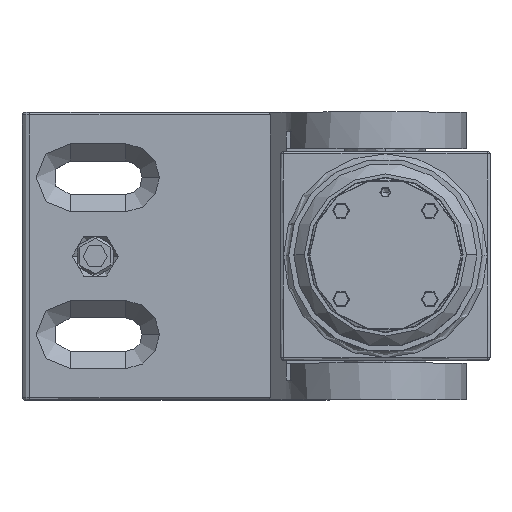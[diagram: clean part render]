
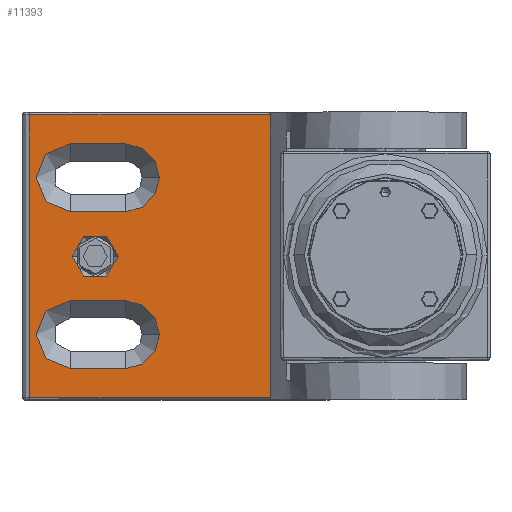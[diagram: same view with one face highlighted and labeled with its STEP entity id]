
A CAD part, top view. The second image highlights one B-rep face of the part: STEP entity #11393.
In plain terms, the highlighted planar face has unit normal (0, 0, 1).
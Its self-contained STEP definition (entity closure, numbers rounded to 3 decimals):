
#364 = AXIS2_PLACEMENT_3D ( 'NONE', #18379, #23028, #16136 ) ;
#398 = EDGE_CURVE ( 'NONE', #6017, #16771, #11157, .T. ) ;
#492 = DIRECTION ( 'NONE',  ( 1., 0., 0. ) ) ;
#657 = PLANE ( 'NONE',  #26498 ) ;
#782 = VERTEX_POINT ( 'NONE', #28172 ) ;
#862 = CIRCLE ( 'NONE', #16855, 6.5 ) ;
#1744 = DIRECTION ( 'NONE',  ( -1., 0., 0. ) ) ;
#2347 = CARTESIAN_POINT ( 'NONE',  ( -22.7, -15., -17.5 ) ) ;
#2468 = ORIENTED_EDGE ( 'NONE', *, *, #4120, .T. ) ;
#2537 = DIRECTION ( 'NONE',  ( 1., 0., 0. ) ) ;
#2562 = VERTEX_POINT ( 'NONE', #10855 ) ;
#2600 = CIRCLE ( 'NONE', #14757, 6.5 ) ;
#3150 = LINE ( 'NONE', #25612, #22964 ) ;
#3152 = CARTESIAN_POINT ( 'NONE',  ( -33.3, 21.5, -17.5 ) ) ;
#3227 = VECTOR ( 'NONE', #11258, 1000. ) ;
#3757 = CARTESIAN_POINT ( 'NONE',  ( -22.7, 15., -17.5 ) ) ;
#3989 = CARTESIAN_POINT ( 'NONE',  ( -28.5, 0., -17.5 ) ) ;
#4120 = EDGE_CURVE ( 'NONE', #17888, #24137, #10831, .T. ) ;
#4490 = CIRCLE ( 'NONE', #25559, 6.5 ) ;
#4540 = CARTESIAN_POINT ( 'NONE',  ( -22.7, 21.5, -17.5 ) ) ;
#4612 = EDGE_CURVE ( 'NONE', #16771, #27774, #15499, .T. ) ;
#5440 = DIRECTION ( 'NONE',  ( 0., 0., -1. ) ) ;
#5611 = CARTESIAN_POINT ( 'NONE',  ( 5., 27.5, -17.5 ) ) ;
#6017 = VERTEX_POINT ( 'NONE', #23073 ) ;
#6068 = ORIENTED_EDGE ( 'NONE', *, *, #18799, .F. ) ;
#6124 = AXIS2_PLACEMENT_3D ( 'NONE', #3757, #19213, #12865 ) ;
#6167 = EDGE_CURVE ( 'NONE', #19024, #17577, #22837, .T. ) ;
#6473 = CARTESIAN_POINT ( 'NONE',  ( -33.3, -8.5, -17.5 ) ) ;
#6683 = CIRCLE ( 'NONE', #6124, 6.5 ) ;
#6760 = ORIENTED_EDGE ( 'NONE', *, *, #6167, .T. ) ;
#6900 = DIRECTION ( 'NONE',  ( -1., 0., 0. ) ) ;
#7565 = CARTESIAN_POINT ( 'NONE',  ( -42.5, 27.5, -17.5 ) ) ;
#7734 = EDGE_CURVE ( 'NONE', #27774, #26673, #25184, .T. ) ;
#7771 = EDGE_CURVE ( 'NONE', #10700, #9977, #2600, .T. ) ;
#7886 = DIRECTION ( 'NONE',  ( 0., 0., 1. ) ) ;
#7897 = FACE_BOUND ( 'NONE', #16273, .T. ) ;
#8216 = FACE_BOUND ( 'NONE', #21713, .T. ) ;
#8290 = DIRECTION ( 'NONE',  ( 0., 0., -1. ) ) ;
#8307 = ORIENTED_EDGE ( 'NONE', *, *, #19707, .F. ) ;
#8898 = DIRECTION ( 'NONE',  ( 0., 0., 1. ) ) ;
#9060 = CARTESIAN_POINT ( 'NONE',  ( -16.2, -15., -17.5 ) ) ;
#9474 = ORIENTED_EDGE ( 'NONE', *, *, #4612, .F. ) ;
#9977 = VERTEX_POINT ( 'NONE', #4540 ) ;
#10700 = VERTEX_POINT ( 'NONE', #17526 ) ;
#10719 = CARTESIAN_POINT ( 'NONE',  ( -22.7, -8.5, -17.5 ) ) ;
#10831 = LINE ( 'NONE', #17784, #19294 ) ;
#10855 = CARTESIAN_POINT ( 'NONE',  ( -33.3, 8.5, -17.5 ) ) ;
#11157 = LINE ( 'NONE', #26871, #3227 ) ;
#11258 = DIRECTION ( 'NONE',  ( 1., 0., 0. ) ) ;
#11393 = ADVANCED_FACE ( 'NONE', ( #7897, #21528, #24623, #8216 ), #657, .F. ) ;
#11433 = AXIS2_PLACEMENT_3D ( 'NONE', #28358, #8898, #2537 ) ;
#11562 = DIRECTION ( 'NONE',  ( 0., 0., 1. ) ) ;
#11866 = LINE ( 'NONE', #13788, #21345 ) ;
#12257 = LINE ( 'NONE', #15546, #24127 ) ;
#12865 = DIRECTION ( 'NONE',  ( 1., 0., 0. ) ) ;
#12911 = ORIENTED_EDGE ( 'NONE', *, *, #21781, .F. ) ;
#12965 = ORIENTED_EDGE ( 'NONE', *, *, #27390, .F. ) ;
#13331 = AXIS2_PLACEMENT_3D ( 'NONE', #2347, #15396, #24122 ) ;
#13788 = CARTESIAN_POINT ( 'NONE',  ( -41., 27.5, -17.5 ) ) ;
#13965 = DIRECTION ( 'NONE',  ( -1., 0., 0. ) ) ;
#13981 = EDGE_LOOP ( 'NONE', ( #22519, #19692, #15335, #12911, #8307 ) ) ;
#14324 = VERTEX_POINT ( 'NONE', #17993 ) ;
#14390 = DIRECTION ( 'NONE',  ( 1., 0., 0. ) ) ;
#14623 = VECTOR ( 'NONE', #25314, 1000. ) ;
#14757 = AXIS2_PLACEMENT_3D ( 'NONE', #19454, #11562, #22470 ) ;
#14854 = CARTESIAN_POINT ( 'NONE',  ( -33.3, 8.5, -17.5 ) ) ;
#15216 = DIRECTION ( 'NONE',  ( 0., 0., 1. ) ) ;
#15335 = ORIENTED_EDGE ( 'NONE', *, *, #7771, .F. ) ;
#15396 = DIRECTION ( 'NONE',  ( 0., 0., 1. ) ) ;
#15401 = CARTESIAN_POINT ( 'NONE',  ( -41., 27., -17.5 ) ) ;
#15499 = CIRCLE ( 'NONE', #11433, 6.5 ) ;
#15522 = EDGE_CURVE ( 'NONE', #27184, #2562, #862, .T. ) ;
#15546 = CARTESIAN_POINT ( 'NONE',  ( -33.3, -8.5, -17.5 ) ) ;
#16136 = DIRECTION ( 'NONE',  ( -1., 0., 0. ) ) ;
#16170 = EDGE_CURVE ( 'NONE', #17577, #19024, #24282, .T. ) ;
#16273 = EDGE_LOOP ( 'NONE', ( #6760, #23097 ) ) ;
#16287 = CARTESIAN_POINT ( 'NONE',  ( -22.7, 8.5, -17.5 ) ) ;
#16642 = EDGE_CURVE ( 'NONE', #782, #14324, #17120, .T. ) ;
#16771 = VERTEX_POINT ( 'NONE', #27151 ) ;
#16779 = CARTESIAN_POINT ( 'NONE',  ( -33.3, 15., -17.5 ) ) ;
#16855 = AXIS2_PLACEMENT_3D ( 'NONE', #16779, #7886, #14390 ) ;
#17023 = DIRECTION ( 'NONE',  ( 1., 0., 0. ) ) ;
#17120 = LINE ( 'NONE', #21524, #17794 ) ;
#17448 = DIRECTION ( 'NONE',  ( 1., 0., 0. ) ) ;
#17526 = CARTESIAN_POINT ( 'NONE',  ( -16.2, 15., -17.5 ) ) ;
#17577 = VERTEX_POINT ( 'NONE', #24970 ) ;
#17784 = CARTESIAN_POINT ( 'NONE',  ( -41., 27., -17.5 ) ) ;
#17794 = VECTOR ( 'NONE', #17448, 1000. ) ;
#17888 = VERTEX_POINT ( 'NONE', #27297 ) ;
#17993 = CARTESIAN_POINT ( 'NONE',  ( 5., -27., -17.5 ) ) ;
#18379 = CARTESIAN_POINT ( 'NONE',  ( -28.5, 0., -17.5 ) ) ;
#18799 = EDGE_CURVE ( 'NONE', #17888, #14324, #26216, .T. ) ;
#19024 = VERTEX_POINT ( 'NONE', #28341 ) ;
#19213 = DIRECTION ( 'NONE',  ( 0., 0., 1. ) ) ;
#19294 = VECTOR ( 'NONE', #6900, 1000. ) ;
#19454 = CARTESIAN_POINT ( 'NONE',  ( -22.7, 15., -17.5 ) ) ;
#19692 = ORIENTED_EDGE ( 'NONE', *, *, #26371, .T. ) ;
#19707 = EDGE_CURVE ( 'NONE', #2562, #20118, #24493, .T. ) ;
#19814 = ORIENTED_EDGE ( 'NONE', *, *, #22787, .T. ) ;
#20118 = VERTEX_POINT ( 'NONE', #16287 ) ;
#21345 = VECTOR ( 'NONE', #22229, 1000. ) ;
#21469 = ORIENTED_EDGE ( 'NONE', *, *, #7734, .F. ) ;
#21524 = CARTESIAN_POINT ( 'NONE',  ( -42.5, -27., -17.5 ) ) ;
#21528 = FACE_BOUND ( 'NONE', #13981, .T. ) ;
#21647 = EDGE_LOOP ( 'NONE', ( #27877, #24142, #6068, #2468 ) ) ;
#21713 = EDGE_LOOP ( 'NONE', ( #12965, #19814, #21469, #9474, #21873 ) ) ;
#21781 = EDGE_CURVE ( 'NONE', #20118, #10700, #6683, .T. ) ;
#21873 = ORIENTED_EDGE ( 'NONE', *, *, #398, .F. ) ;
#22008 = EDGE_CURVE ( 'NONE', #24137, #782, #11866, .T. ) ;
#22229 = DIRECTION ( 'NONE',  ( 0., -1., 0. ) ) ;
#22470 = DIRECTION ( 'NONE',  ( 1., 0., 0. ) ) ;
#22519 = ORIENTED_EDGE ( 'NONE', *, *, #15522, .F. ) ;
#22787 = EDGE_CURVE ( 'NONE', #26658, #26673, #12257, .T. ) ;
#22837 = CIRCLE ( 'NONE', #28086, 4.4 ) ;
#22964 = VECTOR ( 'NONE', #23675, 1000. ) ;
#23028 = DIRECTION ( 'NONE',  ( 0., 0., -1. ) ) ;
#23073 = CARTESIAN_POINT ( 'NONE',  ( -33.3, -21.5, -17.5 ) ) ;
#23097 = ORIENTED_EDGE ( 'NONE', *, *, #16170, .T. ) ;
#23675 = DIRECTION ( 'NONE',  ( 1., 0., 0. ) ) ;
#24122 = DIRECTION ( 'NONE',  ( 1., 0., 0. ) ) ;
#24127 = VECTOR ( 'NONE', #492, 1000. ) ;
#24137 = VERTEX_POINT ( 'NONE', #15401 ) ;
#24142 = ORIENTED_EDGE ( 'NONE', *, *, #16642, .T. ) ;
#24282 = CIRCLE ( 'NONE', #364, 4.4 ) ;
#24493 = LINE ( 'NONE', #14854, #26591 ) ;
#24623 = FACE_OUTER_BOUND ( 'NONE', #21647, .T. ) ;
#24970 = CARTESIAN_POINT ( 'NONE',  ( -32.9, 0., -17.5 ) ) ;
#25184 = CIRCLE ( 'NONE', #13331, 6.5 ) ;
#25314 = DIRECTION ( 'NONE',  ( 0., -1., 0. ) ) ;
#25559 = AXIS2_PLACEMENT_3D ( 'NONE', #28272, #15216, #17023 ) ;
#25612 = CARTESIAN_POINT ( 'NONE',  ( -33.3, 21.5, -17.5 ) ) ;
#25822 = DIRECTION ( 'NONE',  ( 1., 0., 0. ) ) ;
#26216 = LINE ( 'NONE', #5611, #14623 ) ;
#26371 = EDGE_CURVE ( 'NONE', #27184, #9977, #3150, .T. ) ;
#26498 = AXIS2_PLACEMENT_3D ( 'NONE', #7565, #5440, #13965 ) ;
#26591 = VECTOR ( 'NONE', #25822, 1000. ) ;
#26658 = VERTEX_POINT ( 'NONE', #6473 ) ;
#26673 = VERTEX_POINT ( 'NONE', #10719 ) ;
#26871 = CARTESIAN_POINT ( 'NONE',  ( -33.3, -21.5, -17.5 ) ) ;
#27151 = CARTESIAN_POINT ( 'NONE',  ( -22.7, -21.5, -17.5 ) ) ;
#27184 = VERTEX_POINT ( 'NONE', #3152 ) ;
#27297 = CARTESIAN_POINT ( 'NONE',  ( 5., 27., -17.5 ) ) ;
#27390 = EDGE_CURVE ( 'NONE', #26658, #6017, #4490, .T. ) ;
#27774 = VERTEX_POINT ( 'NONE', #9060 ) ;
#27877 = ORIENTED_EDGE ( 'NONE', *, *, #22008, .T. ) ;
#28086 = AXIS2_PLACEMENT_3D ( 'NONE', #3989, #8290, #1744 ) ;
#28172 = CARTESIAN_POINT ( 'NONE',  ( -41., -27., -17.5 ) ) ;
#28272 = CARTESIAN_POINT ( 'NONE',  ( -33.3, -15., -17.5 ) ) ;
#28341 = CARTESIAN_POINT ( 'NONE',  ( -24.1, 0., -17.5 ) ) ;
#28358 = CARTESIAN_POINT ( 'NONE',  ( -22.7, -15., -17.5 ) ) ;
